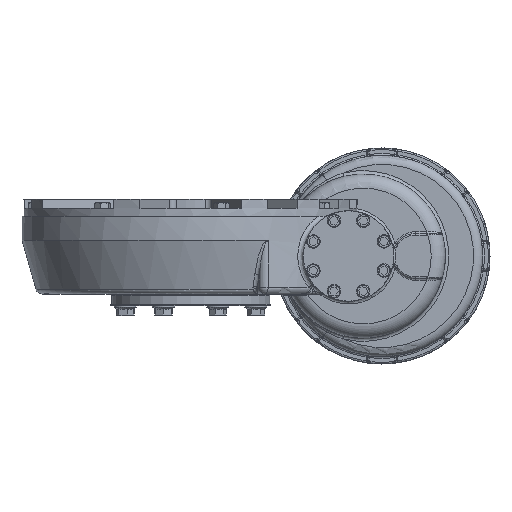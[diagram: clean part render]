
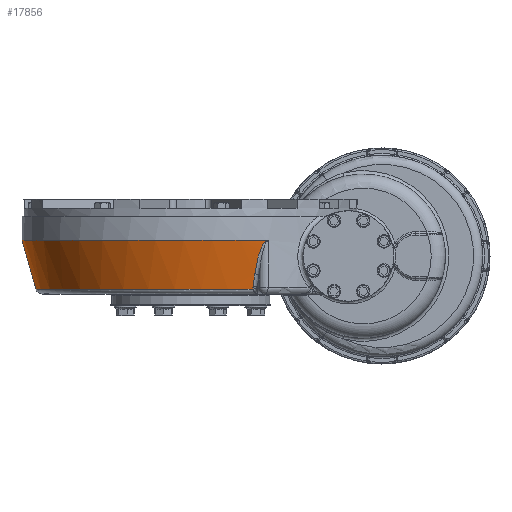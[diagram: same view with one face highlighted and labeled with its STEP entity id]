
A CAD part, left-side view. The second image highlights one B-rep face of the part: STEP entity #17856.
In plain terms, the highlighted conical face has half-angle 15.397 degrees and reference radius 298 mm.
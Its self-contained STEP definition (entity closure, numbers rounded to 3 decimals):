
#428=CONICAL_SURFACE('',#21196,298.,0.269);
#949=B_SPLINE_CURVE_WITH_KNOTS('',3,(#49503,#49504,#49505,#49506,#49507,
#49508,#49509,#49510,#49511,#49512,#49513,#49514,#49515),.UNSPECIFIED.,
 .F.,.F.,(4,1,1,1,1,1,1,1,1,1,4),(0.,0.016,0.024,
0.032,0.041,0.045,0.049,
0.053,0.057,0.061,0.065),
 .UNSPECIFIED.);
#951=B_SPLINE_CURVE_WITH_KNOTS('',3,(#49535,#49536,#49537,#49538),
 .UNSPECIFIED.,.F.,.F.,(4,4),(0.,1.),.UNSPECIFIED.);
#953=B_SPLINE_CURVE_WITH_KNOTS('',3,(#49574,#49575,#49576,#49577),
 .UNSPECIFIED.,.F.,.F.,(4,4),(0.,0.005),.UNSPECIFIED.);
#959=B_SPLINE_CURVE_WITH_KNOTS('',3,(#49784,#49785,#49786,#49787),
 .UNSPECIFIED.,.F.,.F.,(4,4),(0.,0.005),.UNSPECIFIED.);
#961=B_SPLINE_CURVE_WITH_KNOTS('',3,(#49807,#49808,#49809,#49810),
 .UNSPECIFIED.,.F.,.F.,(4,4),(0.,1.),.UNSPECIFIED.);
#963=B_SPLINE_CURVE_WITH_KNOTS('',3,(#49939,#49940,#49941,#49942,#49943,
#49944,#49945,#49946,#49947,#49948,#49949,#49950),.UNSPECIFIED.,.F.,.F.,
(4,1,1,1,1,1,1,1,1,4),(0.,0.004,0.008,0.012,
0.016,0.025,0.033,0.041,
0.049,0.066),.UNSPECIFIED.);
#8474=ORIENTED_EDGE('',*,*,#11069,.T.);
#8475=ORIENTED_EDGE('',*,*,#11066,.T.);
#8476=ORIENTED_EDGE('',*,*,#10952,.T.);
#8477=ORIENTED_EDGE('',*,*,#11085,.T.);
#8478=ORIENTED_EDGE('',*,*,#11083,.T.);
#8479=ORIENTED_EDGE('',*,*,#11080,.T.);
#8480=ORIENTED_EDGE('',*,*,#11095,.T.);
#8481=ORIENTED_EDGE('',*,*,#11072,.T.);
#10952=EDGE_CURVE('',#12737,#12736,#13750,.T.);
#11066=EDGE_CURVE('',#12787,#12737,#949,.T.);
#11069=EDGE_CURVE('',#12789,#12787,#951,.T.);
#11072=EDGE_CURVE('',#12791,#12789,#953,.T.);
#11080=EDGE_CURVE('',#12795,#12794,#959,.T.);
#11083=EDGE_CURVE('',#12797,#12795,#961,.T.);
#11085=EDGE_CURVE('',#12736,#12797,#963,.T.);
#11095=EDGE_CURVE('',#12794,#12791,#13822,.F.);
#12736=VERTEX_POINT('',#46807);
#12737=VERTEX_POINT('',#46809);
#12787=VERTEX_POINT('',#49485);
#12789=VERTEX_POINT('',#49529);
#12791=VERTEX_POINT('',#49568);
#12794=VERTEX_POINT('',#49747);
#12795=VERTEX_POINT('',#49778);
#12797=VERTEX_POINT('',#49801);
#13750=CIRCLE('',#21065,298.);
#13822=CIRCLE('',#21177,274.127);
#15149=EDGE_LOOP('',(#8474,#8475,#8476,#8477,#8478,#8479,#8480,#8481));
#16482=FACE_BOUND('',#15149,.T.);
#17856=ADVANCED_FACE('',(#16482),#428,.T.);
#21065=AXIS2_PLACEMENT_3D('',#46808,#25975,#25976);
#21177=AXIS2_PLACEMENT_3D('',#49969,#26216,#26217);
#21196=AXIS2_PLACEMENT_3D('',#49998,#26264,#26265);
#25975=DIRECTION('',(0.,0.,-1.));
#25976=DIRECTION('',(1.,0.,0.));
#26216=DIRECTION('',(0.,0.,-1.));
#26217=DIRECTION('',(1.,0.,0.));
#26264=DIRECTION('',(0.,0.,1.));
#26265=DIRECTION('',(-1.,0.,0.));
#46807=CARTESIAN_POINT('',(368.101,-36.242,105.));
#46808=CARTESIAN_POINT('',(102.24,98.375,105.));
#46809=CARTESIAN_POINT('',(-163.621,-36.242,105.));
#49485=CARTESIAN_POINT('',(-155.395,-15.295,45.436));
#49503=CARTESIAN_POINT('',(-155.395,-15.295,45.436));
#49504=CARTESIAN_POINT('',(-156.652,-16.018,50.674));
#49505=CARTESIAN_POINT('',(-158.43,-17.33,58.502));
#49506=CARTESIAN_POINT('',(-160.541,-19.613,68.881));
#49507=CARTESIAN_POINT('',(-161.969,-21.635,76.627));
#49508=CARTESIAN_POINT('',(-162.997,-23.643,83.054));
#49509=CARTESIAN_POINT('',(-163.675,-25.496,88.116));
#49510=CARTESIAN_POINT('',(-164.094,-27.043,91.876));
#49511=CARTESIAN_POINT('',(-164.392,-28.778,95.552));
#49512=CARTESIAN_POINT('',(-164.525,-30.747,99.078));
#49513=CARTESIAN_POINT('',(-164.394,-33.124,102.437));
#49514=CARTESIAN_POINT('',(-164.,-35.081,104.324));
#49515=CARTESIAN_POINT('',(-163.621,-36.242,105.));
#49529=CARTESIAN_POINT('',(-150.029,-12.213,23.093));
#49535=CARTESIAN_POINT('',(-150.029,-12.213,23.093));
#49536=CARTESIAN_POINT('',(-151.818,-13.24,30.541));
#49537=CARTESIAN_POINT('',(-153.606,-14.268,37.989));
#49538=CARTESIAN_POINT('',(-155.395,-15.295,45.436));
#49568=CARTESIAN_POINT('',(-148.625,-12.136,18.314));
#49574=CARTESIAN_POINT('',(-148.625,-12.136,18.314));
#49575=CARTESIAN_POINT('',(-149.174,-11.963,19.886));
#49576=CARTESIAN_POINT('',(-149.641,-11.99,21.48));
#49577=CARTESIAN_POINT('',(-150.029,-12.213,23.093));
#49747=CARTESIAN_POINT('',(353.105,-12.136,18.314));
#49778=CARTESIAN_POINT('',(354.509,-12.213,23.093));
#49784=CARTESIAN_POINT('',(354.509,-12.213,23.093));
#49785=CARTESIAN_POINT('',(354.121,-11.99,21.48));
#49786=CARTESIAN_POINT('',(353.654,-11.963,19.886));
#49787=CARTESIAN_POINT('',(353.105,-12.136,18.314));
#49801=CARTESIAN_POINT('',(359.875,-15.295,45.436));
#49807=CARTESIAN_POINT('',(359.875,-15.295,45.436));
#49808=CARTESIAN_POINT('',(358.086,-14.268,37.989));
#49809=CARTESIAN_POINT('',(356.298,-13.24,30.541));
#49810=CARTESIAN_POINT('',(354.509,-12.213,23.093));
#49939=CARTESIAN_POINT('',(368.101,-36.242,105.));
#49940=CARTESIAN_POINT('',(368.481,-35.081,104.323));
#49941=CARTESIAN_POINT('',(368.876,-33.113,102.425));
#49942=CARTESIAN_POINT('',(369.005,-30.738,99.064));
#49943=CARTESIAN_POINT('',(368.87,-28.754,95.506));
#49944=CARTESIAN_POINT('',(368.464,-26.425,90.556));
#49945=CARTESIAN_POINT('',(367.673,-24.029,84.283));
#49946=CARTESIAN_POINT('',(366.45,-21.639,76.637));
#49947=CARTESIAN_POINT('',(365.027,-19.621,68.914));
#49948=CARTESIAN_POINT('',(362.913,-17.332,58.514));
#49949=CARTESIAN_POINT('',(361.132,-16.018,50.671));
#49950=CARTESIAN_POINT('',(359.875,-15.295,45.436));
#49969=CARTESIAN_POINT('',(102.24,98.375,18.314));
#49998=CARTESIAN_POINT('',(102.24,98.375,105.));
